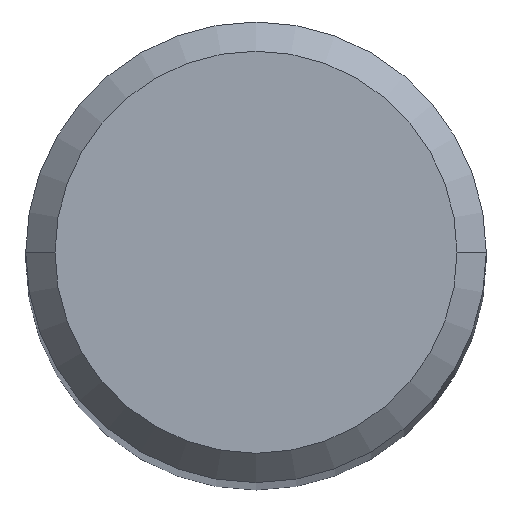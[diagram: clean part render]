
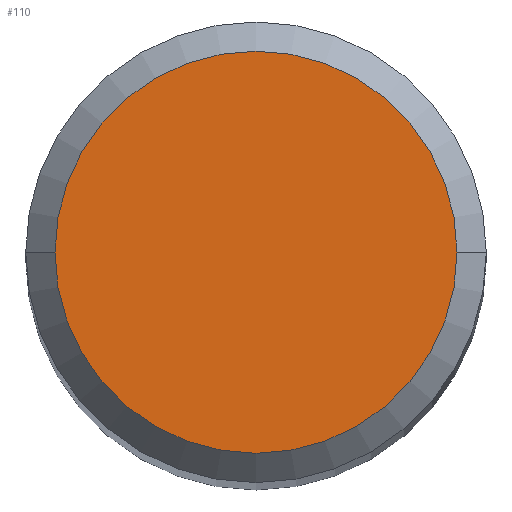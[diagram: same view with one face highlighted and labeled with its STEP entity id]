
A CAD part, top view. The second image highlights one B-rep face of the part: STEP entity #110.
In plain terms, the highlighted planar face has unit normal (0, 0, 1).
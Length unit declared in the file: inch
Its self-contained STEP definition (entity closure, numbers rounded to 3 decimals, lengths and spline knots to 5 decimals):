
#18 = ORIENTED_EDGE ( 'NONE', *, *, #286, .T. ) ;
#53 = EDGE_LOOP ( 'NONE', ( #168, #18 ) ) ;
#55 = DIRECTION ( 'NONE',  ( 0., 0., 1. ) ) ;
#73 = DIRECTION ( 'NONE',  ( 0., 0., 1. ) ) ;
#110 = ADVANCED_FACE ( 'NONE', ( #204 ), #324, .T. ) ;
#116 = AXIS2_PLACEMENT_3D ( 'NONE', #209, #296, #148 ) ;
#119 = DIRECTION ( 'NONE',  ( 1., 0., 0. ) ) ;
#129 = CARTESIAN_POINT ( 'NONE',  ( 0.10311, 0., 2.24409 ) ) ;
#148 = DIRECTION ( 'NONE',  ( 1., 0., 0. ) ) ;
#156 = CARTESIAN_POINT ( 'NONE',  ( -0.10311, 0., 2.24409 ) ) ;
#162 = VERTEX_POINT ( 'NONE', #129 ) ;
#165 = CARTESIAN_POINT ( 'NONE',  ( 0., 0., 2.24409 ) ) ;
#168 = ORIENTED_EDGE ( 'NONE', *, *, #354, .T. ) ;
#204 = FACE_OUTER_BOUND ( 'NONE', #53, .T. ) ;
#209 = CARTESIAN_POINT ( 'NONE',  ( 0., 0., 2.24409 ) ) ;
#224 = AXIS2_PLACEMENT_3D ( 'NONE', #375, #55, #119 ) ;
#258 = VERTEX_POINT ( 'NONE', #156 ) ;
#286 = EDGE_CURVE ( 'NONE', #162, #258, #362, .T. ) ;
#296 = DIRECTION ( 'NONE',  ( 0., 0., 1. ) ) ;
#304 = DIRECTION ( 'NONE',  ( 1., 0., 0. ) ) ;
#324 = PLANE ( 'NONE',  #116 ) ;
#348 = AXIS2_PLACEMENT_3D ( 'NONE', #165, #73, #304 ) ;
#354 = EDGE_CURVE ( 'NONE', #258, #162, #357, .T. ) ;
#357 = CIRCLE ( 'NONE', #348, 0.10311 ) ;
#362 = CIRCLE ( 'NONE', #224, 0.10311 ) ;
#375 = CARTESIAN_POINT ( 'NONE',  ( 0., 0., 2.24409 ) ) ;
